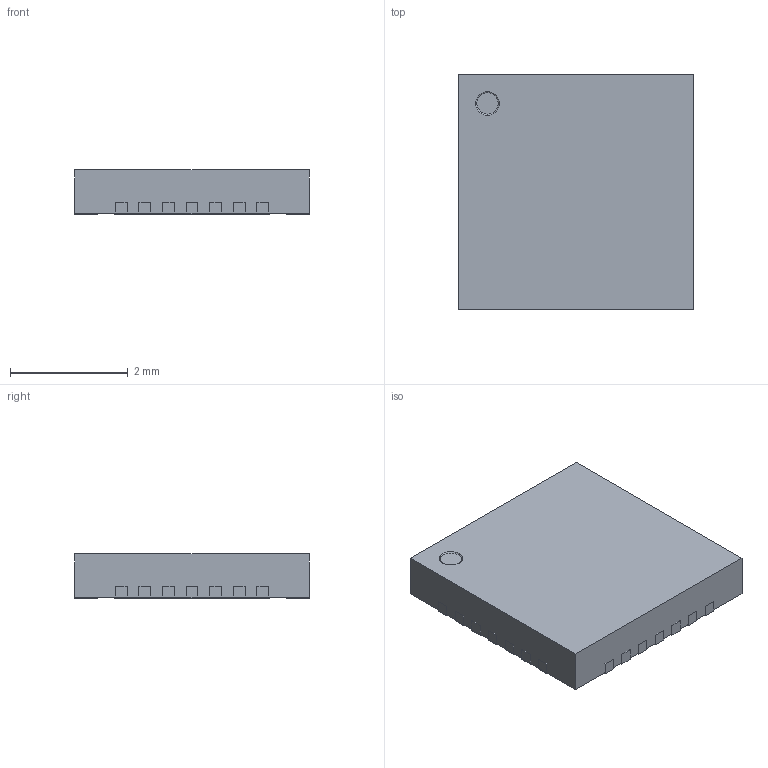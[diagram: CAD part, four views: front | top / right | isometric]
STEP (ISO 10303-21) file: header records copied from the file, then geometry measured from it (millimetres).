
FILE_DESCRIPTION (( 'STEP AP214' ), '1' );
FILE_NAME ('User Library-QFN28-0_4.STEP', '2018-10-31T13:42:30', ( '' ), ( '' ), 'SwSTEP 2.0', 'SolidWorks 2018', '' );
FILE_SCHEMA (( 'AUTOMOTIVE_DESIGN' ));
Length unit declared in the file: millimetre
Products named in the file (31): User Library-QFN28-0_4_Free-Models001; User Library-QFN28-0_4_Free-Models021; User Library-QFN28-0_4_Free-Models003; User Library-QFN28-0_4_Free-Models015; User Library-QFN28-0_4_Free-Models013; User Library-QFN28-0_4_Free-Models024; User Library-QFN28-0_4_Free-Models; User Library-QFN28-0_4_Free-Models004; User Library-QFN28-0_4_Free-Models018; User Library-QFN28-0_4_Free-Models009; User Library-QFN28-0_4_Free-Models027; User Library-QFN28-0_4_Free-Models020; User Library-QFN28-0_4_Free-Models006; User Library-QFN28-0_4_Free-Models012; User Library-QFN28-0_4_Free-Models025; User Library-QFN28-0_4_Free-Models007; User Library-QFN28-0_4_Free-Models011; User Library-QFN28-0_4_Free-Models010; User Library-QFN28-0_4_Free-Models008; User Library-QFN28-0_4_Free-Models005; User Library-QFN28-0_4_Free-Models017; User Library-QFN28-0_4_Fillet; User Library-QFN28-0_4_Free-Models028; User Library-QFN28-0_4_Free-Models002; User Library-QFN28-0_4_Free-Models014; User Library-QFN28-0_4_Free-Models022; User Library-QFN28-0_4_Free-Models023; User Library-QFN28-0_4_Free-Models026; User Library-QFN28-0_4; User Library-QFN28-0_4_Free-Models016; User Library-QFN28-0_4_Free-Models019
Assembly tree (30 placements, depth 2):
  User Library-QFN28-0_4
    User Library-QFN28-0_4_Free-Models
    User Library-QFN28-0_4_Free-Models016
    User Library-QFN28-0_4_Fillet
    User Library-QFN28-0_4_Free-Models026
    User Library-QFN28-0_4_Free-Models027
    User Library-QFN28-0_4_Free-Models028
    User Library-QFN28-0_4_Free-Models009
    User Library-QFN28-0_4_Free-Models008
    User Library-QFN28-0_4_Free-Models007
    User Library-QFN28-0_4_Free-Models022
    User Library-QFN28-0_4_Free-Models023
    User Library-QFN28-0_4_Free-Models001
    User Library-QFN28-0_4_Free-Models003
    User Library-QFN28-0_4_Free-Models002
    User Library-QFN28-0_4_Free-Models024
    User Library-QFN28-0_4_Free-Models025
    User Library-QFN28-0_4_Free-Models014
    User Library-QFN28-0_4_Free-Models013
    User Library-QFN28-0_4_Free-Models015
    User Library-QFN28-0_4_Free-Models017
    User Library-QFN28-0_4_Free-Models018
    User Library-QFN28-0_4_Free-Models020
    User Library-QFN28-0_4_Free-Models021
    User Library-QFN28-0_4_Free-Models019
    User Library-QFN28-0_4_Free-Models005
    User Library-QFN28-0_4_Free-Models004
    User Library-QFN28-0_4_Free-Models006
    User Library-QFN28-0_4_Free-Models012
    User Library-QFN28-0_4_Free-Models011
    User Library-QFN28-0_4_Free-Models010
Bounding box: 4 x 4 x 0.75 mm (x, y, z)
Surface area: 70 mm2
Topology: 30 solids, 30 shells, 243 faces, 546 edges, 364 vertices
Faces by surface type: plane 181, cylinder 60, bspline 2
Entity records: 10795 total; most frequent: CARTESIAN_POINT 1234, DIRECTION 1216, ORIENTED_EDGE 1092, EDGE_CURVE 546, VECTOR 420, LINE 420, AXIS2_PLACEMENT_3D 398, VERTEX_POINT 364
